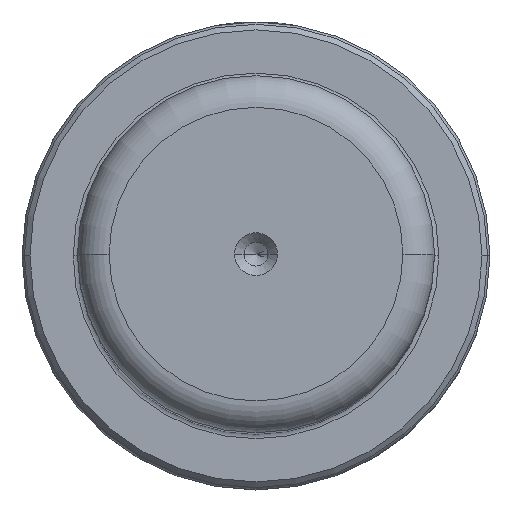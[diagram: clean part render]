
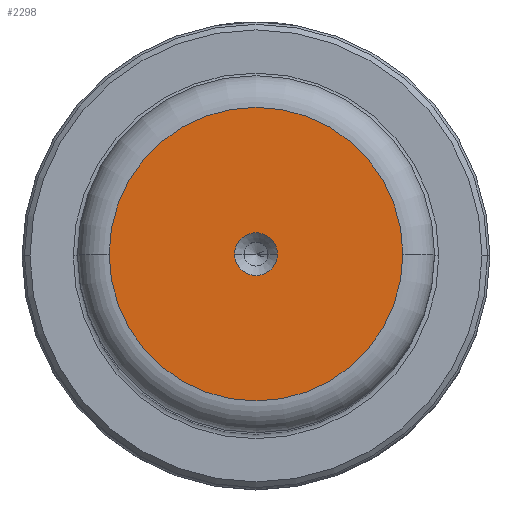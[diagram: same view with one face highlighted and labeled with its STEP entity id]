
A CAD part, top view. The second image highlights one B-rep face of the part: STEP entity #2298.
In plain terms, the highlighted planar face has unit normal (0, 0, 1).
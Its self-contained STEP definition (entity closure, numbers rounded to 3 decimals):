
#30 = AXIS2_PLACEMENT_3D ( 'NONE', #3186, #796, #1842 ) ;
#75 = CARTESIAN_POINT ( 'NONE',  ( -2.7, 0., 172. ) ) ;
#131 = ORIENTED_EDGE ( 'NONE', *, *, #262, .T. ) ;
#253 = DIRECTION ( 'NONE',  ( 1., 0., 0. ) ) ;
#262 = EDGE_CURVE ( 'NONE', #1236, #506, #2319, .T. ) ;
#290 = PLANE ( 'NONE',  #30 ) ;
#355 = CIRCLE ( 'NONE', #625, 18.514 ) ;
#433 = AXIS2_PLACEMENT_3D ( 'NONE', #2279, #2746, #1501 ) ;
#466 = DIRECTION ( 'NONE',  ( 0., 0., 1. ) ) ;
#506 = VERTEX_POINT ( 'NONE', #1857 ) ;
#613 = ORIENTED_EDGE ( 'NONE', *, *, #1404, .F. ) ;
#625 = AXIS2_PLACEMENT_3D ( 'NONE', #1859, #2339, #253 ) ;
#652 = AXIS2_PLACEMENT_3D ( 'NONE', #1541, #466, #2848 ) ;
#654 = ORIENTED_EDGE ( 'NONE', *, *, #2161, .T. ) ;
#793 = EDGE_LOOP ( 'NONE', ( #131, #654 ) ) ;
#796 = DIRECTION ( 'NONE',  ( 0., 0., 1. ) ) ;
#1236 = VERTEX_POINT ( 'NONE', #3065 ) ;
#1271 = CIRCLE ( 'NONE', #1434, 2.7 ) ;
#1404 = EDGE_CURVE ( 'NONE', #2457, #3031, #2141, .T. ) ;
#1434 = AXIS2_PLACEMENT_3D ( 'NONE', #2283, #3373, #2829 ) ;
#1501 = DIRECTION ( 'NONE',  ( 1., 0., 0. ) ) ;
#1510 = EDGE_CURVE ( 'NONE', #3031, #2457, #1271, .T. ) ;
#1541 = CARTESIAN_POINT ( 'NONE',  ( 0., 0., 172. ) ) ;
#1842 = DIRECTION ( 'NONE',  ( 1., 0., 0. ) ) ;
#1857 = CARTESIAN_POINT ( 'NONE',  ( -18.514, 0., 172. ) ) ;
#1859 = CARTESIAN_POINT ( 'NONE',  ( 0., 0., 172. ) ) ;
#2102 = FACE_OUTER_BOUND ( 'NONE', #793, .T. ) ;
#2141 = CIRCLE ( 'NONE', #652, 2.7 ) ;
#2161 = EDGE_CURVE ( 'NONE', #506, #1236, #355, .T. ) ;
#2242 = CARTESIAN_POINT ( 'NONE',  ( 2.7, 0., 172. ) ) ;
#2279 = CARTESIAN_POINT ( 'NONE',  ( 0., 0., 172. ) ) ;
#2283 = CARTESIAN_POINT ( 'NONE',  ( 0., 0., 172. ) ) ;
#2298 = ADVANCED_FACE ( 'NONE', ( #3458, #2102 ), #290, .T. ) ;
#2319 = CIRCLE ( 'NONE', #433, 18.514 ) ;
#2339 = DIRECTION ( 'NONE',  ( 0., 0., 1. ) ) ;
#2457 = VERTEX_POINT ( 'NONE', #75 ) ;
#2489 = EDGE_LOOP ( 'NONE', ( #3098, #613 ) ) ;
#2746 = DIRECTION ( 'NONE',  ( 0., 0., 1. ) ) ;
#2829 = DIRECTION ( 'NONE',  ( 1., 0., 0. ) ) ;
#2848 = DIRECTION ( 'NONE',  ( 1., 0., 0. ) ) ;
#3031 = VERTEX_POINT ( 'NONE', #2242 ) ;
#3065 = CARTESIAN_POINT ( 'NONE',  ( 18.514, 0., 172. ) ) ;
#3098 = ORIENTED_EDGE ( 'NONE', *, *, #1510, .F. ) ;
#3186 = CARTESIAN_POINT ( 'NONE',  ( 0., 0., 172. ) ) ;
#3373 = DIRECTION ( 'NONE',  ( 0., 0., 1. ) ) ;
#3458 = FACE_BOUND ( 'NONE', #2489, .T. ) ;
